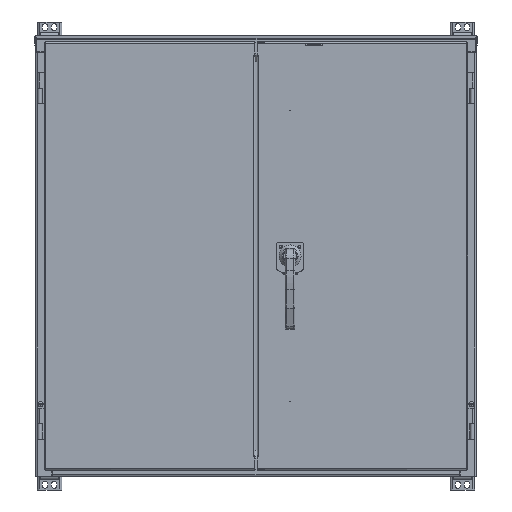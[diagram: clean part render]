
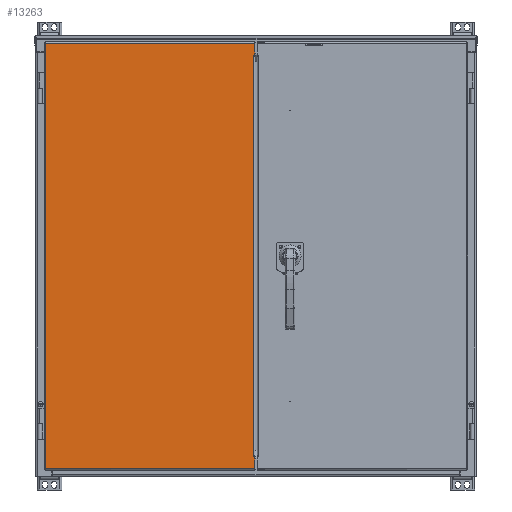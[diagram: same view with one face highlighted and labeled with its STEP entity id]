
A CAD part, front view. The second image highlights one B-rep face of the part: STEP entity #13263.
In plain terms, the highlighted planar face has unit normal (0, -1, 0).
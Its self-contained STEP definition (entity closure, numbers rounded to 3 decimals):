
#1219=LINE('',#21341,#2425);
#1220=LINE('',#21343,#2426);
#1228=LINE('',#21365,#2434);
#1230=LINE('',#21369,#2436);
#1231=LINE('',#21371,#2437);
#1232=LINE('',#21373,#2438);
#1233=LINE('',#21375,#2439);
#1234=LINE('',#21377,#2440);
#1235=LINE('',#21378,#2441);
#1236=LINE('',#21379,#2442);
#2425=VECTOR('',#17367,1000.);
#2426=VECTOR('',#17370,1000.);
#2434=VECTOR('',#17384,1000.);
#2436=VECTOR('',#17388,1000.);
#2437=VECTOR('',#17389,1000.);
#2438=VECTOR('',#17390,1000.);
#2439=VECTOR('',#17391,1000.);
#2440=VECTOR('',#17392,1000.);
#2441=VECTOR('',#17393,1000.);
#2442=VECTOR('',#17394,1000.);
#4636=ORIENTED_EDGE('',*,*,#7509,.F.);
#4637=ORIENTED_EDGE('',*,*,#7522,.T.);
#4638=ORIENTED_EDGE('',*,*,#7523,.T.);
#4639=ORIENTED_EDGE('',*,*,#7524,.T.);
#4640=ORIENTED_EDGE('',*,*,#7525,.T.);
#4641=ORIENTED_EDGE('',*,*,#7526,.T.);
#4642=ORIENTED_EDGE('',*,*,#7510,.T.);
#4643=ORIENTED_EDGE('',*,*,#7527,.F.);
#4644=ORIENTED_EDGE('',*,*,#7520,.F.);
#4645=ORIENTED_EDGE('',*,*,#7528,.T.);
#7509=EDGE_CURVE('',#9099,#9097,#1219,.T.);
#7510=EDGE_CURVE('',#9100,#9101,#1220,.T.);
#7520=EDGE_CURVE('',#9110,#9111,#1228,.T.);
#7522=EDGE_CURVE('',#9099,#9112,#1230,.T.);
#7523=EDGE_CURVE('',#9112,#9113,#1231,.T.);
#7524=EDGE_CURVE('',#9113,#9114,#1232,.T.);
#7525=EDGE_CURVE('',#9114,#9115,#1233,.T.);
#7526=EDGE_CURVE('',#9115,#9100,#1234,.T.);
#7527=EDGE_CURVE('',#9111,#9101,#1235,.T.);
#7528=EDGE_CURVE('',#9110,#9097,#1236,.T.);
#9097=VERTEX_POINT('',#21336);
#9099=VERTEX_POINT('',#21340);
#9100=VERTEX_POINT('',#21344);
#9101=VERTEX_POINT('',#21345);
#9110=VERTEX_POINT('',#21364);
#9111=VERTEX_POINT('',#21366);
#9112=VERTEX_POINT('',#21370);
#9113=VERTEX_POINT('',#21372);
#9114=VERTEX_POINT('',#21374);
#9115=VERTEX_POINT('',#21376);
#10737=EDGE_LOOP('',(#4636,#4637,#4638,#4639,#4640,#4641,#4642,#4643,#4644,
#4645));
#11823=FACE_BOUND('',#10737,.T.);
#12653=PLANE('',#14915);
#13263=ADVANCED_FACE('',(#11823),#12653,.T.);
#14915=AXIS2_PLACEMENT_3D('',#21368,#17386,#17387);
#17367=DIRECTION('',(0.,0.,-1.));
#17370=DIRECTION('',(0.,0.,1.));
#17384=DIRECTION('',(0.,0.,-1.));
#17386=DIRECTION('',(0.,-1.,0.));
#17387=DIRECTION('',(0.,0.,-1.));
#17388=DIRECTION('',(1.,0.,0.));
#17389=DIRECTION('',(0.,0.,1.));
#17390=DIRECTION('',(-1.,0.,0.));
#17391=DIRECTION('',(0.,0.,-1.));
#17392=DIRECTION('',(1.,0.,0.));
#17393=DIRECTION('',(1.,0.,0.));
#17394=DIRECTION('',(0.,0.,1.));
#21336=CARTESIAN_POINT('',(215.913,0.,416.941));
#21340=CARTESIAN_POINT('',(215.913,0.,416.943));
#21341=CARTESIAN_POINT('',(215.913,0.,-416.943));
#21343=CARTESIAN_POINT('',(218.631,0.,-444.5));
#21344=CARTESIAN_POINT('',(218.631,0.,-441.782));
#21345=CARTESIAN_POINT('',(218.631,0.,-416.943));
#21364=CARTESIAN_POINT('',(215.913,0.,-416.941));
#21365=CARTESIAN_POINT('',(215.913,0.,-416.943));
#21366=CARTESIAN_POINT('',(215.913,0.,-416.943));
#21368=CARTESIAN_POINT('',(0.,0.,0.));
#21369=CARTESIAN_POINT('',(218.631,0.,416.943));
#21370=CARTESIAN_POINT('',(218.631,0.,416.943));
#21371=CARTESIAN_POINT('',(218.631,0.,-444.5));
#21372=CARTESIAN_POINT('',(218.631,0.,441.782));
#21373=CARTESIAN_POINT('',(-218.631,0.,441.782));
#21374=CARTESIAN_POINT('',(-215.913,0.,441.782));
#21375=CARTESIAN_POINT('',(-215.913,0.,-444.5));
#21376=CARTESIAN_POINT('',(-215.913,0.,-441.782));
#21377=CARTESIAN_POINT('',(218.631,0.,-441.782));
#21378=CARTESIAN_POINT('',(218.631,0.,-416.943));
#21379=CARTESIAN_POINT('',(215.913,0.,-416.941));
